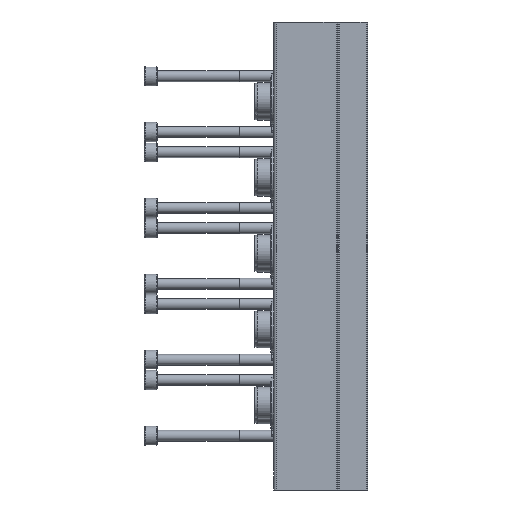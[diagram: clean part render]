
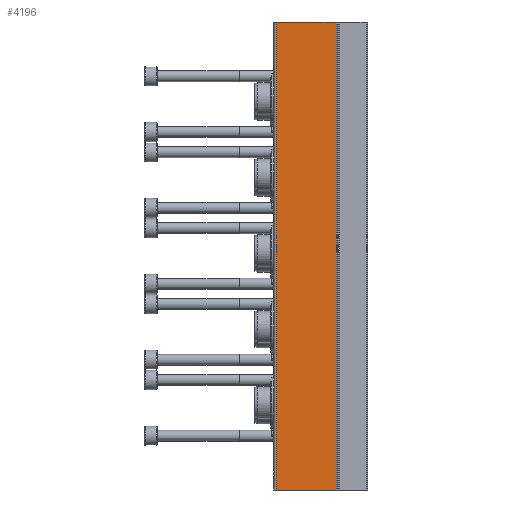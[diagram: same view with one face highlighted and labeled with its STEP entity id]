
A CAD part, left-side view. The second image highlights one B-rep face of the part: STEP entity #4196.
In plain terms, the highlighted planar face has unit normal (-1, 0, 0).
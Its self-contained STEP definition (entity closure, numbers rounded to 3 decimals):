
#171=PLANE('',#4523);
#589=ORIENTED_EDGE('',*,*,#1715,.F.);
#590=ORIENTED_EDGE('',*,*,#1714,.F.);
#591=ORIENTED_EDGE('',*,*,#1716,.T.);
#592=ORIENTED_EDGE('',*,*,#1717,.T.);
#1714=EDGE_CURVE('',#2277,#2275,#2684,.T.);
#1715=EDGE_CURVE('',#2275,#2278,#2685,.T.);
#1716=EDGE_CURVE('',#2277,#2279,#2686,.T.);
#1717=EDGE_CURVE('',#2279,#2278,#2687,.T.);
#2275=VERTEX_POINT('',#6660);
#2277=VERTEX_POINT('',#6664);
#2278=VERTEX_POINT('',#6668);
#2279=VERTEX_POINT('',#6670);
#2684=LINE('',#6665,#2969);
#2685=LINE('',#6667,#2970);
#2686=LINE('',#6669,#2971);
#2687=LINE('',#6671,#2972);
#2969=VECTOR('',#5085,1000.);
#2970=VECTOR('',#5088,1000.);
#2971=VECTOR('',#5089,1000.);
#2972=VECTOR('',#5090,1000.);
#3263=EDGE_LOOP('',(#589,#590,#591,#592));
#3682=FACE_BOUND('',#3263,.T.);
#4196=ADVANCED_FACE('',(#3682),#171,.T.);
#4523=AXIS2_PLACEMENT_3D('',#6666,#5086,#5087);
#5085=DIRECTION('',(0.,0.,1.));
#5086=DIRECTION('',(-1.,0.,0.));
#5087=DIRECTION('',(0.,0.,1.));
#5088=DIRECTION('',(0.,-1.,0.));
#5089=DIRECTION('',(0.,-1.,0.));
#5090=DIRECTION('',(0.,0.,1.));
#6660=CARTESIAN_POINT('',(-40.25,33.,0.));
#6664=CARTESIAN_POINT('',(-40.25,33.,-169.5));
#6665=CARTESIAN_POINT('',(-40.25,33.,-169.5));
#6666=CARTESIAN_POINT('',(-40.25,33.,-169.5));
#6667=CARTESIAN_POINT('',(-40.25,33.,0.));
#6668=CARTESIAN_POINT('',(-40.25,11.372,0.));
#6669=CARTESIAN_POINT('',(-40.25,33.,-169.5));
#6670=CARTESIAN_POINT('',(-40.25,11.372,-169.5));
#6671=CARTESIAN_POINT('',(-40.25,11.372,-169.5));
